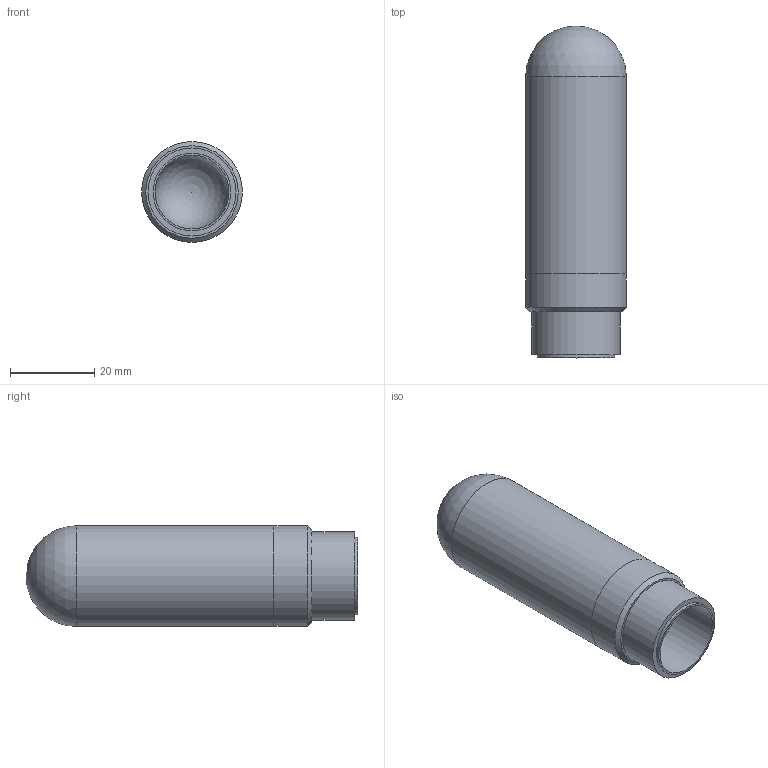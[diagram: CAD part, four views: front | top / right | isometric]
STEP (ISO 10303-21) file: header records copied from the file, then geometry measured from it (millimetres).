
FILE_DESCRIPTION(/* description */ (''),/* implementation_level */ '2;1');
FILE_NAME(/* name */ 'u_12-la.stp',/* time_stamp */ '2018-11-14T14:18:49+01:00',/* author */ ('leitheußer'),/* organization */ (''),/* preprocessor_version */ 'ST-DEVELOPER v15.6',/* originating_system */ 'Autodesk Inventor LT ',/* authorisation */ '');
FILE_SCHEMA (('AUTOMOTIVE_DESIGN { 1 0 10303 214 3 1 1 }'));
Length unit declared in the file: millimetre
Products named in the file (1): U 12
Bounding box: 24 x 79 x 24 mm (x, y, z)
Volume: 14596.4 mm3; surface area: 10315.2 mm2
Topology: 1 solids, 1 shells, 16 faces, 29 edges, 19 vertices
Faces by surface type: cylinder 7, plane 6, sphere 2, cone 1
Full cylindrical faces by diameter (mm): 17.6 x2, 18.5 x1, 19 x1, 20.955 x1, 23.99 x1, 24 x1
Entity records: 347 total; most frequent: DIRECTION 64, CARTESIAN_POINT 47, AXIS2_PLACEMENT_3D 32, EDGE_LOOP 30, ORIENTED_EDGE 30, FACE_OUTER_BOUND 16, ADVANCED_FACE 16, CIRCLE 15
